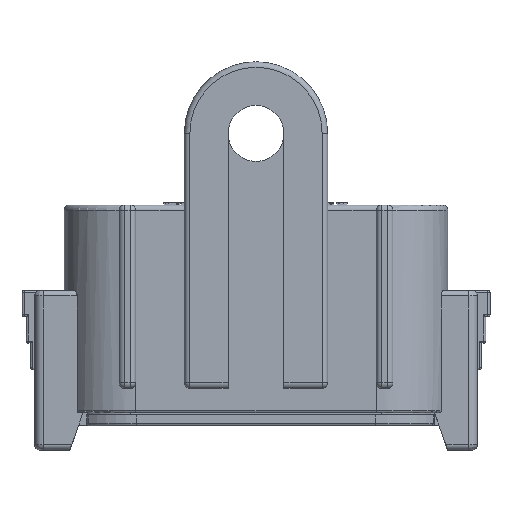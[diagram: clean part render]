
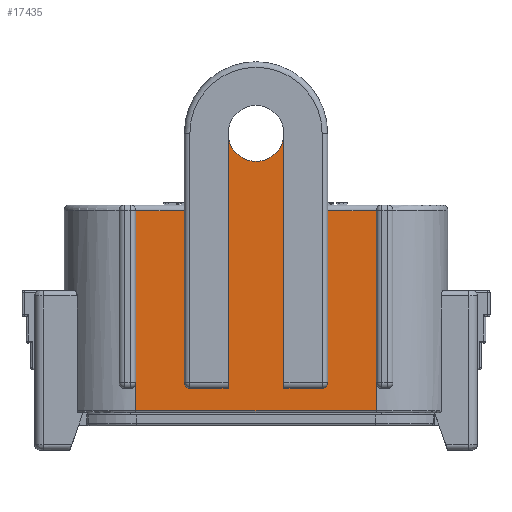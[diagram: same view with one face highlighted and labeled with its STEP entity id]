
A CAD part, left-side view. The second image highlights one B-rep face of the part: STEP entity #17435.
In plain terms, the highlighted planar face has unit normal (-1, 0, 0).
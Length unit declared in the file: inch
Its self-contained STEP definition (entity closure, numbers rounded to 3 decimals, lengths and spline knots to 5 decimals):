
#1970=DIRECTION('',(0.,-1.,0.));
#1971=VECTOR('',#1970,0.86024);
#1972=CARTESIAN_POINT('',(-0.39862,0.43012,
0.00787));
#1973=LINE('',#1972,#1971);
#4093=DIRECTION('',(0.,0.,1.));
#4094=VECTOR('',#4093,0.09843);
#4095=CARTESIAN_POINT('',(-0.39862,-0.43012,
0.00787));
#4096=LINE('',#4095,#4094);
#4208=DIRECTION('',(0.,1.,0.));
#4209=VECTOR('',#4208,0.17421);
#4210=CARTESIAN_POINT('',(-0.39862,-0.43012,
0.72244));
#4211=LINE('',#4210,#4209);
#4487=DIRECTION('',(0.,0.,-1.));
#4488=VECTOR('',#4487,0.61614);
#4489=CARTESIAN_POINT('',(-0.39862,0.25591,
0.72244));
#4490=LINE('',#4489,#4488);
#4491=CARTESIAN_POINT('',(-0.39862,0.23622,
0.1063));
#4492=DIRECTION('',(-1.,0.,0.));
#4493=DIRECTION('',(0.,1.,0.));
#4494=AXIS2_PLACEMENT_3D('',#4491,#4492,#4493);
#4496=DIRECTION('',(0.,-1.,0.));
#4497=VECTOR('',#4496,0.13622);
#4498=CARTESIAN_POINT('',(-0.39862,0.23622,
0.08661));
#4499=LINE('',#4498,#4497);
#4500=DIRECTION('',(0.,0.,1.));
#4501=VECTOR('',#4500,0.91142);
#4502=CARTESIAN_POINT('',(-0.39862,0.1,0.08661));
#4503=LINE('',#4502,#4501);
#4504=CARTESIAN_POINT('',(-0.39862,0.,0.99803));
#4505=DIRECTION('',(-1.,0.,0.));
#4506=DIRECTION('',(0.,1.,0.));
#4507=AXIS2_PLACEMENT_3D('',#4504,#4505,#4506);
#4509=CARTESIAN_POINT('',(-0.39862,0.,0.99803));
#4510=DIRECTION('',(-1.,0.,0.));
#4511=DIRECTION('',(0.,0.,-1.));
#4512=AXIS2_PLACEMENT_3D('',#4509,#4510,#4511);
#4514=DIRECTION('',(0.,0.,-1.));
#4515=VECTOR('',#4514,0.91142);
#4516=CARTESIAN_POINT('',(-0.39862,-0.1,0.99803));
#4517=LINE('',#4516,#4515);
#4518=CARTESIAN_POINT('',(-0.39862,-0.23622,
0.1063));
#4519=DIRECTION('',(-1.,0.,0.));
#4520=DIRECTION('',(0.,0.,-1.));
#4521=AXIS2_PLACEMENT_3D('',#4518,#4519,#4520);
#4523=DIRECTION('',(0.,0.,1.));
#4524=VECTOR('',#4523,0.61614);
#4525=CARTESIAN_POINT('',(-0.39862,-0.25591,
0.1063));
#4526=LINE('',#4525,#4524);
#4527=DIRECTION('',(0.,0.,-1.));
#4528=VECTOR('',#4527,0.61614);
#4529=CARTESIAN_POINT('',(-0.39862,-0.43012,
0.72244));
#4530=LINE('',#4529,#4528);
#4531=DIRECTION('',(0.,0.,1.));
#4532=VECTOR('',#4531,0.61614);
#4533=CARTESIAN_POINT('',(-0.39862,0.43012,
0.1063));
#4534=LINE('',#4533,#4532);
#4662=DIRECTION('',(0.,1.,0.));
#4663=VECTOR('',#4662,0.13622);
#4664=CARTESIAN_POINT('',(-0.39862,-0.23622,
0.08661));
#4665=LINE('',#4664,#4663);
#4707=DIRECTION('',(0.,0.,-1.));
#4708=VECTOR('',#4707,0.09843);
#4709=CARTESIAN_POINT('',(-0.39862,0.43012,
0.1063));
#4710=LINE('',#4709,#4708);
#7376=DIRECTION('',(0.,1.,0.));
#7377=VECTOR('',#7376,0.17421);
#7378=CARTESIAN_POINT('',(-0.39862,0.25591,
0.72244));
#7379=LINE('',#7378,#7377);
#11705=CARTESIAN_POINT('',(-0.39862,0.43012,
0.1063));
#11706=CARTESIAN_POINT('',(-0.39862,0.43012,
0.00787));
#11707=VERTEX_POINT('',#11705);
#11708=VERTEX_POINT('',#11706);
#11720=CARTESIAN_POINT('',(-0.39862,0.25591,
0.72244));
#11721=CARTESIAN_POINT('',(-0.39862,0.25591,
0.1063));
#11722=VERTEX_POINT('',#11720);
#11723=VERTEX_POINT('',#11721);
#11724=CARTESIAN_POINT('',(-0.39862,0.23622,
0.08661));
#11725=VERTEX_POINT('',#11724);
#11726=CARTESIAN_POINT('',(-0.39862,0.1,0.08661));
#11727=VERTEX_POINT('',#11726);
#11728=CARTESIAN_POINT('',(-0.39862,0.1,0.99803));
#11729=VERTEX_POINT('',#11728);
#11730=CARTESIAN_POINT('',(-0.39862,0.,0.89803));
#11731=VERTEX_POINT('',#11730);
#11732=CARTESIAN_POINT('',(-0.39862,-0.1,0.99803));
#11733=VERTEX_POINT('',#11732);
#11734=CARTESIAN_POINT('',(-0.39862,-0.1,0.08661));
#11735=VERTEX_POINT('',#11734);
#11736=CARTESIAN_POINT('',(-0.39862,-0.23622,
0.08661));
#11737=VERTEX_POINT('',#11736);
#11738=CARTESIAN_POINT('',(-0.39862,-0.25591,
0.1063));
#11739=VERTEX_POINT('',#11738);
#11740=CARTESIAN_POINT('',(-0.39862,-0.25591,
0.72244));
#11741=VERTEX_POINT('',#11740);
#11742=CARTESIAN_POINT('',(-0.39862,-0.43012,
0.72244));
#11743=VERTEX_POINT('',#11742);
#11744=CARTESIAN_POINT('',(-0.39862,-0.43012,
0.1063));
#11745=VERTEX_POINT('',#11744);
#11746=CARTESIAN_POINT('',(-0.39862,-0.43012,
0.00787));
#11747=VERTEX_POINT('',#11746);
#11748=CARTESIAN_POINT('',(-0.39862,0.43012,
0.72244));
#11749=VERTEX_POINT('',#11748);
#17402=CARTESIAN_POINT('',(-0.39862,-0.68602,0.));
#17403=DIRECTION('',(-1.,0.,0.));
#17404=DIRECTION('',(0.,0.,1.));
#17405=AXIS2_PLACEMENT_3D('',#17402,#17403,#17404);
#17406=PLANE('',#17405);
#17407=ORIENTED_EDGE('',*,*,#17350,.T.);
#17408=ORIENTED_EDGE('',*,*,#17393,.T.);
#17410=ORIENTED_EDGE('',*,*,#17409,.T.);
#17411=ORIENTED_EDGE('',*,*,#17157,.T.);
#17413=ORIENTED_EDGE('',*,*,#17412,.T.);
#17415=ORIENTED_EDGE('',*,*,#17414,.T.);
#17416=ORIENTED_EDGE('',*,*,#17113,.T.);
#17418=ORIENTED_EDGE('',*,*,#17417,.F.);
#17420=ORIENTED_EDGE('',*,*,#17419,.T.);
#17421=ORIENTED_EDGE('',*,*,#17040,.T.);
#17422=ORIENTED_EDGE('',*,*,#17026,.F.);
#17424=ORIENTED_EDGE('',*,*,#17423,.T.);
#17425=ORIENTED_EDGE('',*,*,#16894,.F.);
#17426=ORIENTED_EDGE('',*,*,#16030,.F.);
#17428=ORIENTED_EDGE('',*,*,#17427,.F.);
#17430=ORIENTED_EDGE('',*,*,#17429,.T.);
#17432=ORIENTED_EDGE('',*,*,#17431,.F.);
#17433=EDGE_LOOP('',(#17407,#17408,#17410,#17411,#17413,#17415,#17416,#17418,
#17420,#17421,#17422,#17424,#17425,#17426,#17428,#17430,#17432));
#17434=FACE_OUTER_BOUND('',#17433,.F.);
#17435=ADVANCED_FACE('',(#17434),#17406,.T.);
#4495=CIRCLE('',#4494,0.01969);
#4508=CIRCLE('',#4507,0.1);
#4513=CIRCLE('',#4512,0.1);
#4522=CIRCLE('',#4521,0.01969);
#16030=EDGE_CURVE('',#11708,#11747,#1973,.T.);
#16894=EDGE_CURVE('',#11747,#11745,#4096,.T.);
#17026=EDGE_CURVE('',#11743,#11741,#4211,.T.);
#17040=EDGE_CURVE('',#11739,#11741,#4526,.T.);
#17113=EDGE_CURVE('',#11733,#11735,#4517,.T.);
#17157=EDGE_CURVE('',#11727,#11729,#4503,.T.);
#17350=EDGE_CURVE('',#11722,#11723,#4490,.T.);
#17393=EDGE_CURVE('',#11723,#11725,#4495,.T.);
#17409=EDGE_CURVE('',#11725,#11727,#4499,.T.);
#17412=EDGE_CURVE('',#11729,#11731,#4508,.T.);
#17414=EDGE_CURVE('',#11731,#11733,#4513,.T.);
#17417=EDGE_CURVE('',#11737,#11735,#4665,.T.);
#17419=EDGE_CURVE('',#11737,#11739,#4522,.T.);
#17423=EDGE_CURVE('',#11743,#11745,#4530,.T.);
#17427=EDGE_CURVE('',#11707,#11708,#4710,.T.);
#17429=EDGE_CURVE('',#11707,#11749,#4534,.T.);
#17431=EDGE_CURVE('',#11722,#11749,#7379,.T.);
